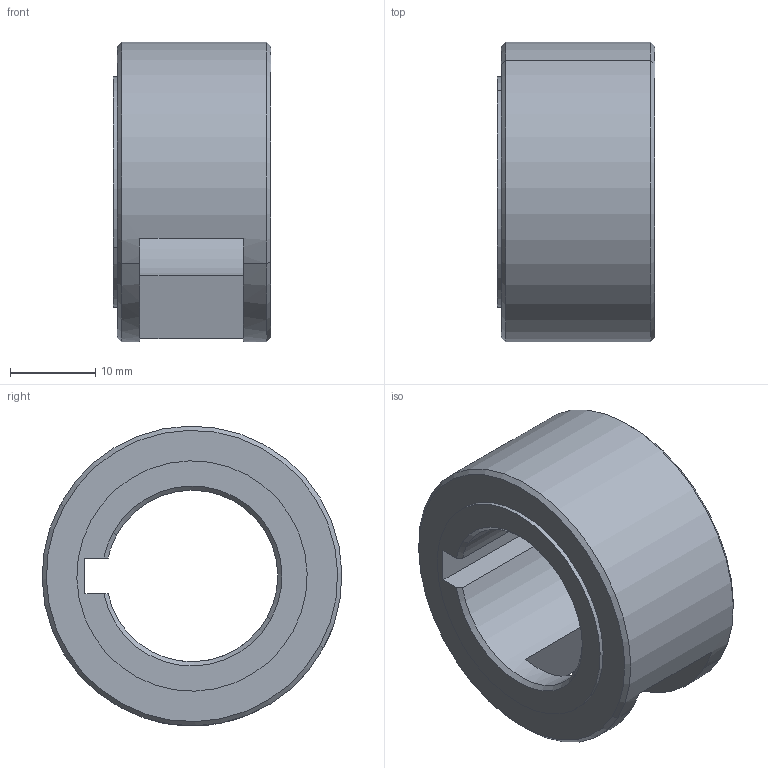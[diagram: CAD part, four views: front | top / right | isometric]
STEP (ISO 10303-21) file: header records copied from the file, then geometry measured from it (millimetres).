
FILE_DESCRIPTION(('CATIA V5 STEP Exchange'),'2;1');
FILE_NAME('Admission rotative.stp','2020-01-09T15:29:44+00:00',('none'),('none'),'CATIA Version 5 Release 20 GA (IN-10)','CATIA V5 STEP AP203','none');
FILE_SCHEMA(('CONFIG_CONTROL_DESIGN'));
Length unit declared in the file: millimetre
Products named in the file (1): Admission rotative
Bounding box: 18.5 x 35.14 x 35.14 mm (x, y, z)
Volume: 9402.2 mm3; surface area: 4792.8 mm2
Topology: 1 solids, 1 shells, 54 faces, 142 edges, 92 vertices
Faces by surface type: plane 25, cylinder 19, cone 10
Entity records: 1644 total; most frequent: CARTESIAN_POINT 301, ORIENTED_EDGE 284, DIRECTION 230, EDGE_CURVE 142, AXIS2_PLACEMENT_3D 103, VERTEX_POINT 92, VECTOR 82, LINE 82
